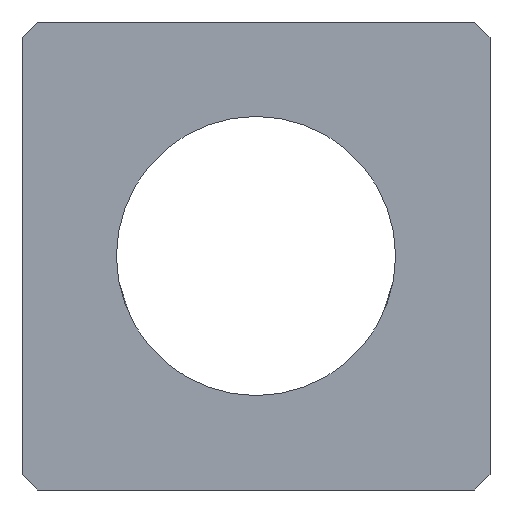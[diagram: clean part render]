
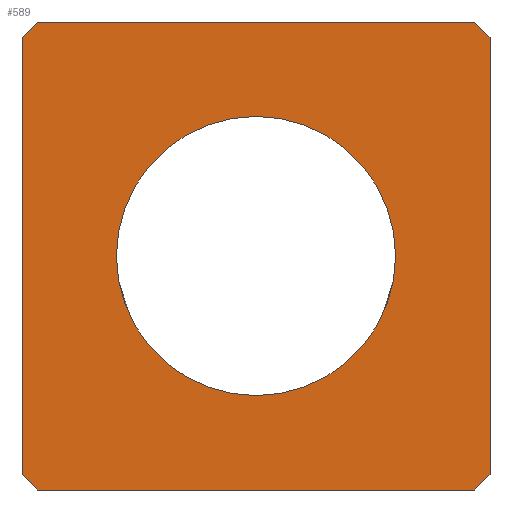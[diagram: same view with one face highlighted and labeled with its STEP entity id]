
A CAD part, left-side view. The second image highlights one B-rep face of the part: STEP entity #589.
In plain terms, the highlighted planar face has unit normal (-1, 0, 0).
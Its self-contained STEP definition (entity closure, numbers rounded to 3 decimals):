
#14=LINE($,#1167,#46);
#18=LINE($,#1176,#50);
#22=LINE($,#1185,#54);
#26=LINE($,#1194,#58);
#46=VECTOR($,#697,53.245);
#50=VECTOR($,#703,53.245);
#54=VECTOR($,#709,53.245);
#58=VECTOR($,#715,53.245);
#115=PLANE($,#656);
#147=FACE_BOUND($,#244,.T.);
#181=FACE_OUTER_BOUND($,#243,.T.);
#243=EDGE_LOOP($,(#527,#528,#529,#530,#531,#532,#533,#534));
#244=EDGE_LOOP($,(#535));
#256=CIRCLE($,#602,17.);
#264=CIRCLE($,#622,39.);
#265=CIRCLE($,#624,39.);
#266=CIRCLE($,#626,39.);
#283=CIRCLE($,#657,39.);
#288=VERTEX_POINT($,#838);
#299=VERTEX_POINT($,#1163);
#301=VERTEX_POINT($,#1166);
#303=VERTEX_POINT($,#1172);
#305=VERTEX_POINT($,#1175);
#307=VERTEX_POINT($,#1181);
#309=VERTEX_POINT($,#1184);
#311=VERTEX_POINT($,#1190);
#313=VERTEX_POINT($,#1193);
#344=EDGE_CURVE($,#288,#288,#256,.T.);
#356=EDGE_CURVE($,#301,#299,#14,.T.);
#360=EDGE_CURVE($,#305,#303,#18,.T.);
#364=EDGE_CURVE($,#309,#307,#22,.T.);
#368=EDGE_CURVE($,#313,#311,#26,.T.);
#376=EDGE_CURVE($,#309,#311,#264,.T.);
#377=EDGE_CURVE($,#305,#307,#265,.T.);
#378=EDGE_CURVE($,#301,#303,#266,.T.);
#411=EDGE_CURVE($,#313,#299,#283,.T.);
#527=ORIENTED_EDGE($,*,*,#356,.T.);
#528=ORIENTED_EDGE($,*,*,#411,.F.);
#529=ORIENTED_EDGE($,*,*,#368,.T.);
#530=ORIENTED_EDGE($,*,*,#376,.F.);
#531=ORIENTED_EDGE($,*,*,#364,.T.);
#532=ORIENTED_EDGE($,*,*,#377,.F.);
#533=ORIENTED_EDGE($,*,*,#360,.T.);
#534=ORIENTED_EDGE($,*,*,#378,.F.);
#535=ORIENTED_EDGE($,*,*,#344,.T.);
#589=ADVANCED_FACE($,(#181,#147),#115,.T.);
#602=AXIS2_PLACEMENT_3D($,#839,#676,#677);
#622=AXIS2_PLACEMENT_3D($,#1206,#732,#733);
#624=AXIS2_PLACEMENT_3D($,#1208,#736,#737);
#626=AXIS2_PLACEMENT_3D($,#1210,#740,#741);
#656=AXIS2_PLACEMENT_3D($,#1281,#816,#817);
#657=AXIS2_PLACEMENT_3D($,#1282,#818,#819);
#676=DIRECTION('center_axis',(1.,0.,0.));
#677=DIRECTION('ref_axis',(0.,0.,-1.));
#697=DIRECTION($,(0.,1.,0.));
#703=DIRECTION($,(0.,0.,1.));
#709=DIRECTION($,(0.,-1.,0.));
#715=DIRECTION($,(0.,0.,-1.));
#732=DIRECTION('center_axis',(1.,0.,0.));
#733=DIRECTION('ref_axis',(0.,1.,0.));
#736=DIRECTION('center_axis',(1.,0.,0.));
#737=DIRECTION('ref_axis',(0.,1.,0.));
#740=DIRECTION('center_axis',(1.,0.,0.));
#741=DIRECTION('ref_axis',(0.,1.,0.));
#816=DIRECTION('center_axis',(-1.,0.,0.));
#817=DIRECTION('ref_axis',(0.,0.,1.));
#818=DIRECTION('center_axis',(1.,0.,0.));
#819=DIRECTION('ref_axis',(0.,1.,0.));
#838=CARTESIAN_POINT('',(-65.,0.,17.));
#839=CARTESIAN_POINT('Origin',(-65.,0.,0.));
#1163=CARTESIAN_POINT('',(-65.,26.622,28.5));
#1166=CARTESIAN_POINT('',(-65.,-26.622,28.5));
#1167=CARTESIAN_POINT($,(-65.,-4.5,28.5));
#1172=CARTESIAN_POINT('',(-65.,-28.5,26.622));
#1175=CARTESIAN_POINT('',(-65.,-28.5,-26.622));
#1176=CARTESIAN_POINT($,(-65.,-28.5,-14.25));
#1181=CARTESIAN_POINT('',(-65.,-26.622,-28.5));
#1184=CARTESIAN_POINT('',(-65.,26.622,-28.5));
#1185=CARTESIAN_POINT($,(-65.,24.,-28.5));
#1190=CARTESIAN_POINT('',(-65.,28.5,-26.622));
#1193=CARTESIAN_POINT('',(-65.,28.5,26.622));
#1194=CARTESIAN_POINT($,(-65.,28.5,14.25));
#1206=CARTESIAN_POINT('Origin',(-65.,0.,0.));
#1208=CARTESIAN_POINT('Origin',(-65.,0.,0.));
#1210=CARTESIAN_POINT('Origin',(-65.,0.,0.));
#1281=CARTESIAN_POINT('Origin',(-65.,19.5,0.));
#1282=CARTESIAN_POINT('Origin',(-65.,0.,0.));
